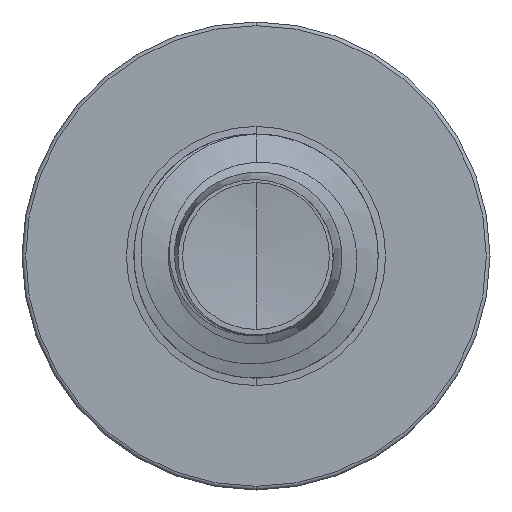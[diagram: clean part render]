
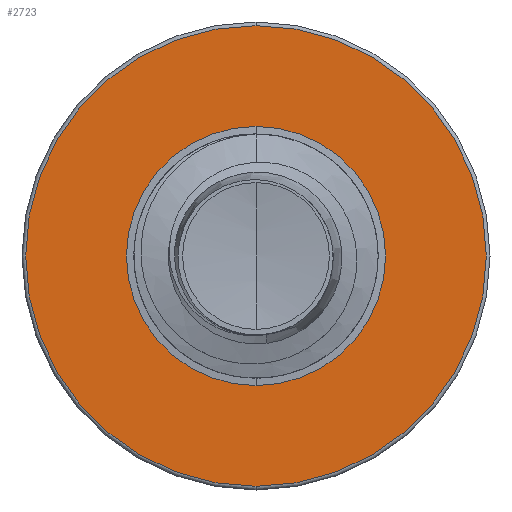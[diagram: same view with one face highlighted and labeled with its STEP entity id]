
A CAD part, front view. The second image highlights one B-rep face of the part: STEP entity #2723.
In plain terms, the highlighted planar face has unit normal (0, -1, 0).
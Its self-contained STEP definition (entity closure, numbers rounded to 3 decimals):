
#420 = DIRECTION ( 'NONE',  ( 0., 0., 1. ) ) ;
#937 = AXIS2_PLACEMENT_3D ( 'NONE', #1362, #9080, #2521 ) ;
#1114 = AXIS2_PLACEMENT_3D ( 'NONE', #8463, #1771, #9422 ) ;
#1362 = CARTESIAN_POINT ( 'NONE',  ( 0., 2.5, 0. ) ) ;
#1456 = ORIENTED_EDGE ( 'NONE', *, *, #10124, .F. ) ;
#1666 = CARTESIAN_POINT ( 'NONE',  ( 0., 2.5, 0.637 ) ) ;
#1771 = DIRECTION ( 'NONE',  ( 0., 1., 0. ) ) ;
#1983 = AXIS2_PLACEMENT_3D ( 'NONE', #12822, #7391, #420 ) ;
#2444 = AXIS2_PLACEMENT_3D ( 'NONE', #9665, #3256, #10481 ) ;
#2521 = DIRECTION ( 'NONE',  ( 0., 0., 1. ) ) ;
#2723 = ADVANCED_FACE ( 'NONE', ( #6003, #2971 ), #11936, .F. ) ;
#2971 = FACE_BOUND ( 'NONE', #10579, .T. ) ;
#3256 = DIRECTION ( 'NONE',  ( 0., 1., 0. ) ) ;
#5329 = AXIS2_PLACEMENT_3D ( 'NONE', #12038, #11888, #11862 ) ;
#5829 = VERTEX_POINT ( 'NONE', #13348 ) ;
#5980 = CARTESIAN_POINT ( 'NONE',  ( 0., 2.5, 1.132 ) ) ;
#6003 = FACE_OUTER_BOUND ( 'NONE', #10771, .T. ) ;
#7219 = ORIENTED_EDGE ( 'NONE', *, *, #10640, .T. ) ;
#7278 = CIRCLE ( 'NONE', #1114, 0.637 ) ;
#7391 = DIRECTION ( 'NONE',  ( 0., 1., 0. ) ) ;
#8463 = CARTESIAN_POINT ( 'NONE',  ( 0., 2.5, 0. ) ) ;
#9080 = DIRECTION ( 'NONE',  ( 0., 1., 0. ) ) ;
#9389 = CIRCLE ( 'NONE', #937, 1.132 ) ;
#9403 = VERTEX_POINT ( 'NONE', #12810 ) ;
#9422 = DIRECTION ( 'NONE',  ( 0., 0., 1. ) ) ;
#9583 = CIRCLE ( 'NONE', #1983, 0.637 ) ;
#9665 = CARTESIAN_POINT ( 'NONE',  ( 0., 2.5, 0. ) ) ;
#10124 = EDGE_CURVE ( 'NONE', #12610, #5829, #12410, .T. ) ;
#10150 = ORIENTED_EDGE ( 'NONE', *, *, #11568, .F. ) ;
#10154 = ORIENTED_EDGE ( 'NONE', *, *, #11516, .T. ) ;
#10481 = DIRECTION ( 'NONE',  ( 0., 0., 1. ) ) ;
#10510 = VERTEX_POINT ( 'NONE', #1666 ) ;
#10579 = EDGE_LOOP ( 'NONE', ( #10154, #7219 ) ) ;
#10640 = EDGE_CURVE ( 'NONE', #9403, #10510, #9583, .T. ) ;
#10771 = EDGE_LOOP ( 'NONE', ( #1456, #10150 ) ) ;
#11516 = EDGE_CURVE ( 'NONE', #10510, #9403, #7278, .T. ) ;
#11568 = EDGE_CURVE ( 'NONE', #5829, #12610, #9389, .T. ) ;
#11862 = DIRECTION ( 'NONE',  ( 0., 0., 1. ) ) ;
#11888 = DIRECTION ( 'NONE',  ( 0., 1., 0. ) ) ;
#11936 = PLANE ( 'NONE',  #5329 ) ;
#12038 = CARTESIAN_POINT ( 'NONE',  ( 0., 2.5, -0.637 ) ) ;
#12410 = CIRCLE ( 'NONE', #2444, 1.132 ) ;
#12610 = VERTEX_POINT ( 'NONE', #5980 ) ;
#12810 = CARTESIAN_POINT ( 'NONE',  ( 0., 2.5, -0.637 ) ) ;
#12822 = CARTESIAN_POINT ( 'NONE',  ( 0., 2.5, 0. ) ) ;
#13348 = CARTESIAN_POINT ( 'NONE',  ( 0., 2.5, -1.132 ) ) ;
